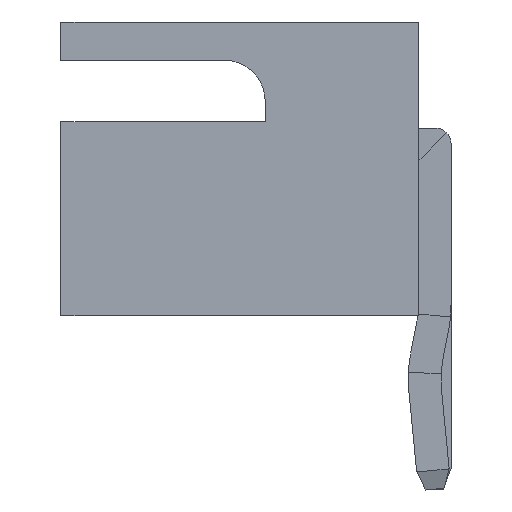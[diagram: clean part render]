
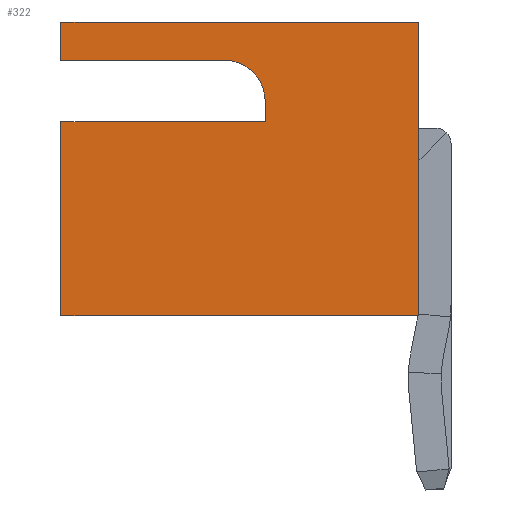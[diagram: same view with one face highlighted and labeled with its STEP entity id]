
A CAD part, left-side view. The second image highlights one B-rep face of the part: STEP entity #322.
In plain terms, the highlighted planar face has unit normal (-1, 0, 0).
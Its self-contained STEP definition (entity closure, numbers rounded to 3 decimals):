
#35 = VECTOR ( 'NONE', #1691, 1000. ) ;
#160 = VERTEX_POINT ( 'NONE', #6087 ) ;
#240 = DIRECTION ( 'NONE',  ( 0., -1., 0. ) ) ;
#245 = AXIS2_PLACEMENT_3D ( 'NONE', #6858, #6298, #1183 ) ;
#322 = ADVANCED_FACE ( 'NONE', ( #1298 ), #4065, .F. ) ;
#329 = EDGE_CURVE ( 'NONE', #5414, #6950, #616, .T. ) ;
#529 = CARTESIAN_POINT ( 'NONE',  ( -15., 7., 0.925 ) ) ;
#616 = LINE ( 'NONE', #5843, #6807 ) ;
#735 = VECTOR ( 'NONE', #2184, 1000. ) ;
#959 = CARTESIAN_POINT ( 'NONE',  ( -15., 0., -2.875 ) ) ;
#1031 = VECTOR ( 'NONE', #1982, 1000. ) ;
#1183 = DIRECTION ( 'NONE',  ( 0., 0., -1. ) ) ;
#1298 = FACE_OUTER_BOUND ( 'NONE', #6494, .T. ) ;
#1398 = DIRECTION ( 'NONE',  ( 0., 0., 1. ) ) ;
#1434 = LINE ( 'NONE', #1938, #1031 ) ;
#1478 = CARTESIAN_POINT ( 'NONE',  ( -15., 3., 1.325 ) ) ;
#1496 = EDGE_CURVE ( 'NONE', #6651, #5414, #2795, .T. ) ;
#1502 = ORIENTED_EDGE ( 'NONE', *, *, #6658, .F. ) ;
#1509 = VECTOR ( 'NONE', #240, 1000. ) ;
#1546 = CARTESIAN_POINT ( 'NONE',  ( -15., 7., -2.875 ) ) ;
#1585 = LINE ( 'NONE', #1546, #7345 ) ;
#1691 = DIRECTION ( 'NONE',  ( 0., 0., -1. ) ) ;
#1938 = CARTESIAN_POINT ( 'NONE',  ( -15., 7., 2.125 ) ) ;
#1982 = DIRECTION ( 'NONE',  ( 0., -1., 0. ) ) ;
#2051 = DIRECTION ( 'NONE',  ( 0., -1., 0. ) ) ;
#2184 = DIRECTION ( 'NONE',  ( 0., 1., 0. ) ) ;
#2454 = LINE ( 'NONE', #4778, #1509 ) ;
#2477 = EDGE_CURVE ( 'NONE', #5795, #3851, #7307, .T. ) ;
#2601 = ORIENTED_EDGE ( 'NONE', *, *, #6637, .T. ) ;
#2795 = LINE ( 'NONE', #4320, #4553 ) ;
#2847 = ORIENTED_EDGE ( 'NONE', *, *, #2477, .T. ) ;
#2923 = DIRECTION ( 'NONE',  ( 0., 0., 1. ) ) ;
#3080 = CARTESIAN_POINT ( 'NONE',  ( -15., 0., 2.875 ) ) ;
#3851 = VERTEX_POINT ( 'NONE', #529 ) ;
#3891 = CARTESIAN_POINT ( 'NONE',  ( -15., 7., 2.875 ) ) ;
#4036 = DIRECTION ( 'NONE',  ( 0., 0., -1. ) ) ;
#4065 = PLANE ( 'NONE',  #245 ) ;
#4155 = DIRECTION ( 'NONE',  ( 1., 0., 0. ) ) ;
#4165 = EDGE_CURVE ( 'NONE', #160, #6265, #6355, .T. ) ;
#4279 = CARTESIAN_POINT ( 'NONE',  ( -15., 7., -2.875 ) ) ;
#4320 = CARTESIAN_POINT ( 'NONE',  ( -15., 7., -2.875 ) ) ;
#4350 = AXIS2_PLACEMENT_3D ( 'NONE', #5813, #4155, #4036 ) ;
#4357 = ORIENTED_EDGE ( 'NONE', *, *, #1496, .T. ) ;
#4451 = CARTESIAN_POINT ( 'NONE',  ( -15., 7., 2.125 ) ) ;
#4553 = VECTOR ( 'NONE', #2051, 1000. ) ;
#4778 = CARTESIAN_POINT ( 'NONE',  ( -15., 7., 2.875 ) ) ;
#5133 = ORIENTED_EDGE ( 'NONE', *, *, #7063, .F. ) ;
#5344 = ORIENTED_EDGE ( 'NONE', *, *, #329, .T. ) ;
#5414 = VERTEX_POINT ( 'NONE', #959 ) ;
#5439 = DIRECTION ( 'NONE',  ( 0., 0., 1. ) ) ;
#5521 = VERTEX_POINT ( 'NONE', #3891 ) ;
#5578 = ORIENTED_EDGE ( 'NONE', *, *, #4165, .T. ) ;
#5692 = CARTESIAN_POINT ( 'NONE',  ( -15., 7., -2.875 ) ) ;
#5772 = CARTESIAN_POINT ( 'NONE',  ( -15., 3., 1.325 ) ) ;
#5795 = VERTEX_POINT ( 'NONE', #6376 ) ;
#5813 = CARTESIAN_POINT ( 'NONE',  ( -15., 3.8, 1.325 ) ) ;
#5843 = CARTESIAN_POINT ( 'NONE',  ( -15., 0., -2.875 ) ) ;
#5860 = ORIENTED_EDGE ( 'NONE', *, *, #7254, .F. ) ;
#6087 = CARTESIAN_POINT ( 'NONE',  ( -15., 3.8, 2.125 ) ) ;
#6119 = CARTESIAN_POINT ( 'NONE',  ( -15., 7., 0.925 ) ) ;
#6265 = VERTEX_POINT ( 'NONE', #1478 ) ;
#6298 = DIRECTION ( 'NONE',  ( 1., 0., 0. ) ) ;
#6355 = CIRCLE ( 'NONE', #4350, 0.8 ) ;
#6368 = ORIENTED_EDGE ( 'NONE', *, *, #7233, .T. ) ;
#6375 = VECTOR ( 'NONE', #1398, 1000. ) ;
#6376 = CARTESIAN_POINT ( 'NONE',  ( -15., 3., 0.925 ) ) ;
#6494 = EDGE_LOOP ( 'NONE', ( #5133, #6368, #5578, #2601, #2847, #5860, #4357, #5344, #1502 ) ) ;
#6637 = EDGE_CURVE ( 'NONE', #6265, #5795, #6833, .T. ) ;
#6651 = VERTEX_POINT ( 'NONE', #5692 ) ;
#6658 = EDGE_CURVE ( 'NONE', #5521, #6950, #2454, .T. ) ;
#6807 = VECTOR ( 'NONE', #2923, 1000. ) ;
#6814 = VERTEX_POINT ( 'NONE', #4451 ) ;
#6833 = LINE ( 'NONE', #5772, #35 ) ;
#6858 = CARTESIAN_POINT ( 'NONE',  ( -15., 7., -2.875 ) ) ;
#6950 = VERTEX_POINT ( 'NONE', #3080 ) ;
#7063 = EDGE_CURVE ( 'NONE', #6814, #5521, #1585, .T. ) ;
#7167 = LINE ( 'NONE', #4279, #6375 ) ;
#7233 = EDGE_CURVE ( 'NONE', #6814, #160, #1434, .T. ) ;
#7254 = EDGE_CURVE ( 'NONE', #6651, #3851, #7167, .T. ) ;
#7307 = LINE ( 'NONE', #6119, #735 ) ;
#7345 = VECTOR ( 'NONE', #5439, 1000. ) ;
